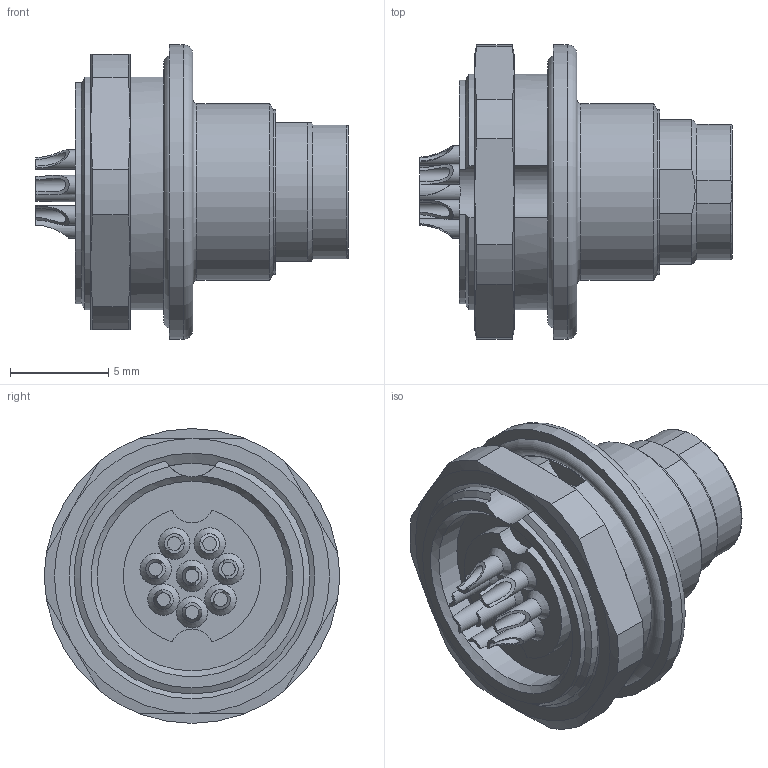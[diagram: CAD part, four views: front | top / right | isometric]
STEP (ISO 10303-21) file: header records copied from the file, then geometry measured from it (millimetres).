
FILE_DESCRIPTION(/* description */ (''),/* implementation_level */ '2;1');
FILE_NAME(/* name */ '09-0427-00-08_bg.stp',/* time_stamp */ '2010-09-03T10:56:26+02:00',/* author */ (''),/* organization */ (''),/* preprocessor_version */ 'ST-DEVELOPER v11',/* originating_system */ 'UGS - NX 5.0',/* authorisation */ '');
FILE_SCHEMA (('CONFIG_CONTROL_DESIGN'));
Length unit declared in the file: millimetre
Products named in the file (1): kbor99295shc
Bounding box: 15.9 x 15 x 15 mm (x, y, z)
Volume: 1000 mm3; surface area: 1253 mm2
Topology: 1 solids, 1 shells, 192 faces, 463 edges, 293 vertices
Faces by surface type: plane 72, cylinder 62, cone 43, bspline 10, torus 5
Full cylindrical faces by diameter (mm): 0.5 x8, 0.7 x8, 1 x8, 6.1 x1, 8.387 x1, 9 x1, 9.65 x1, 12 x1, 15 x1
Entity records: 5414 total; most frequent: CARTESIAN_POINT 1480, DIRECTION 818, ORIENTED_EDGE 682, AXIS2_PLACEMENT_3D 351, EDGE_CURVE 341, EDGE_LOOP 288, VERTEX_POINT 245, ADVANCED_FACE 192
